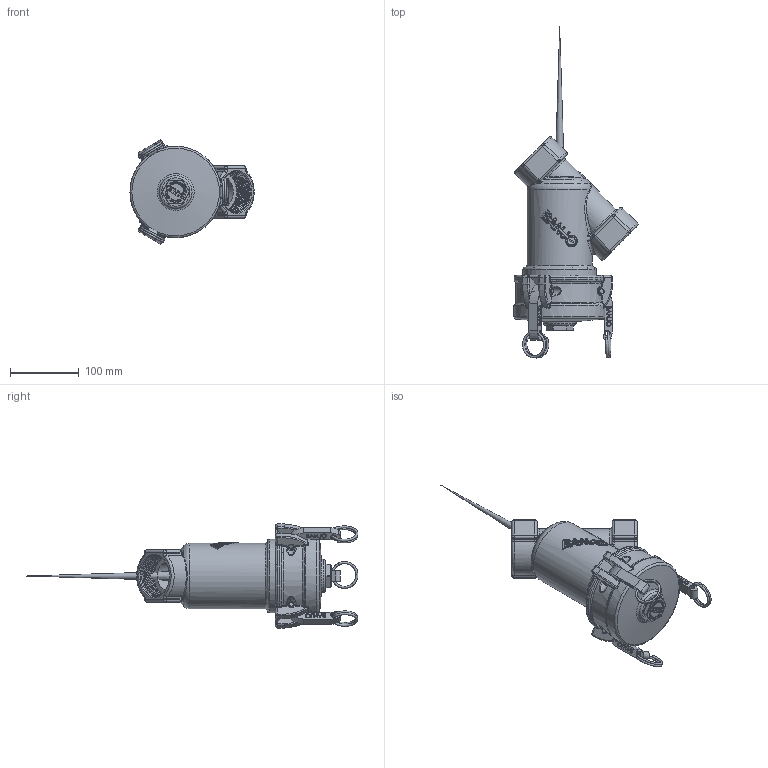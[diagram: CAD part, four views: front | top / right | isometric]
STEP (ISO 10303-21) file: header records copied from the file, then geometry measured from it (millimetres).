
FILE_DESCRIPTION(/* description */ ('2" NPT LINE STRAINER W/ 120 MESH SCREEN'),/* implementation_level */ '2;1');
FILE_NAME(/* name */ 'LSQ200-120.stp',/* time_stamp */ '2020-05-08T15:11:17-04:00',/* author */ ('ALR'),/* organization */ (''),/* preprocessor_version */ 'ST-DEVELOPER v17.2',/* originating_system */ 'Autodesk Inventor 2019',/* authorisation */ '');
FILE_SCHEMA (('AUTOMOTIVE_DESIGN { 1 0 10303 214 3 1 1 }'));
Length unit declared in the file: inch
Products named in the file (14): LSQ200-120; LSQ200-B; LSQ200-C; LSQ200-MYC; LSQ200-MXC; LSQ200-XC; 300K; 300XK; 150RING; 300P; LSQ200-G; LSQ200R1; PLUG075S; LS2120
Assembly tree (17 placements, depth 5):
  LSQ200-120
    LSQ200-B
    LSQ200-C
      LSQ200-MYC
        LSQ200-MXC
          LSQ200-XC
      300K  x3
        300XK
        150RING
      300P  x3
      LSQ200-G
      LSQ200R1
      PLUG075S
    LS2120
Bounding box: 180.92 x 484.18 x 151.74 mm (x, y, z)
Volume: 1236453.8 mm3; surface area: 410392 mm2
Topology: 15 solids, 15 shells, 3466 faces, 8552 edges, 5136 vertices
Faces by surface type: plane 1210, bspline 980, cylinder 828, torus 208, sphere 161, cone 79
Full cylindrical faces by diameter (mm): 6.35 x3, 7.899 x3, 7.925 x6, 8.103 x3, 12.7 x1, 26.67 x1, 43.18 x2, 55.626 x1, 60.452 x1, 64.77 x1, 65.786 x1, 66.04 x1, 67.716 x2, 79.502 x1, 82.55 x1, 90.678 x1, 95.25 x1, 105.791 x1, 107.188 x2, 108.839 x1, 110.236 x1, 111.912 x1, 133.35 x1
Entity records: 102622 total; most frequent: CARTESIAN_POINT 48887, ORIENTED_EDGE 11894, DIRECTION 9607, EDGE_CURVE 5947, VERTEX_POINT 3758, AXIS2_PLACEMENT_3D 3312, LINE 2983, VECTOR 2983
